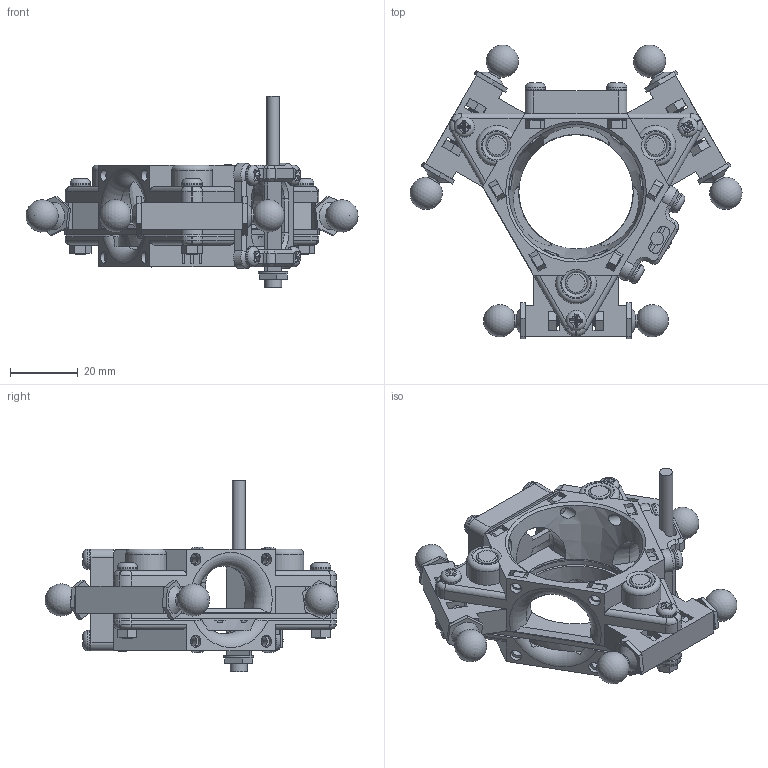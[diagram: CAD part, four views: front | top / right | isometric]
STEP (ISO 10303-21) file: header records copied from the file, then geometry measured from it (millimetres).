
FILE_DESCRIPTION(/* description */ ('Alibre Inc.'),/* implementation_level */ '2;1');
FILE_NAME(/* name */ 'export0',/* time_stamp */ '2015-07-05T23:17:06+12:00',/* author */ (''),/* organization */ (''),/* preprocessor_version */ 'ST-DEVELOPER v14',/* originating_system */ 'Alibre',/* authorisation */ '');
FILE_SCHEMA (('CONFIG_CONTROL_DESIGN'));
Length unit declared in the file: centimetre
Products named in the file (14): ID_1; DBS-0.375-10L-HEX; ID_2; EL-CAM-ENDO; ID_3; ID_4; ID_5; ID_6; ID_7
Bounding box: 97.8 x 86.56 x 56.5 mm (x, y, z)
Volume: 50550.6 mm3; surface area: 42472 mm2
Topology: 48 solids, 48 shells, 1365 faces, 3536 edges, 2280 vertices
Faces by surface type: plane 966, cylinder 249, torus 65, cone 61, bspline 18, sphere 6
Full cylindrical faces by diameter (mm): 3 x32, 3.5 x59, 3.6 x6, 3.8 x1, 4 x6, 5 x1, 6 x11, 6.3 x1, 6.35 x3, 6.38 x3, 8.7 x1, 9 x1, 11.07 x1, 26.915 x1, 34 x1, 35.2 x1, 35.5 x1, 42.356 x1, 43.556 x1
Entity records: 36175 total; most frequent: CARTESIAN_POINT 13154, ORIENTED_EDGE 4422, DIRECTION 3626, EDGE_CURVE 2211, VERTEX_POINT 1470, VECTOR 1439, LINE 1439, AXIS2_PLACEMENT_3D 1386
